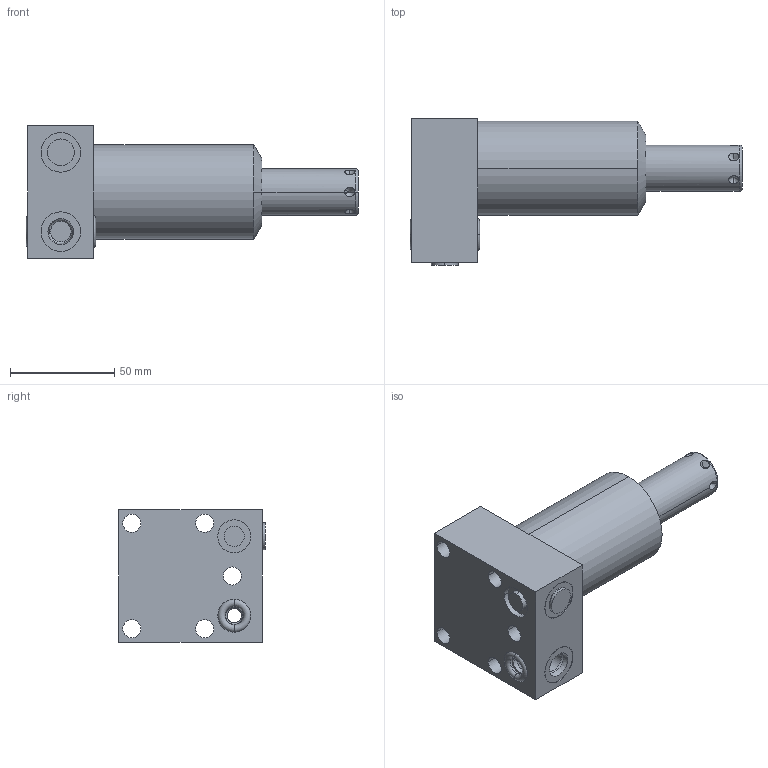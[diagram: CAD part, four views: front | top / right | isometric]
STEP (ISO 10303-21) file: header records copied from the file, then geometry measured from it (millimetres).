
FILE_DESCRIPTION((''),'2;1');
FILE_NAME('ILC14211301S','2018-06-15T',('act'),(''),'PRO/ENGINEER BY PARAMETRIC TECHNOLOGY CORPORATION, 2013320','PRO/ENGINEER BY PARAMETRIC TECHNOLOGY CORPORATION, 2013320','');
FILE_SCHEMA(('AUTOMOTIVE_DESIGN { 1 0 10303 214 1 1 1 1 }'));
Length unit declared in the file: inch
Products named in the file (1): ILC14211301S
Bounding box: 159.61 x 70.48 x 63.5 mm (x, y, z)
Volume: 270312.4 mm3; surface area: 39735.9 mm2
Topology: 3 solids, 5 shells, 109 faces, 260 edges, 155 vertices
Faces by surface type: cylinder 46, cone 32, plane 21, torus 10
Entity records: 4456 total; most frequent: CARTESIAN_POINT 812, DIRECTION 568, ORIENTED_EDGE 488, PRESENTATION_STYLE_ASSIGNMENT 276, STYLED_ITEM 250, CURVE_STYLE 246, EDGE_CURVE 246, AXIS2_PLACEMENT_3D 236
